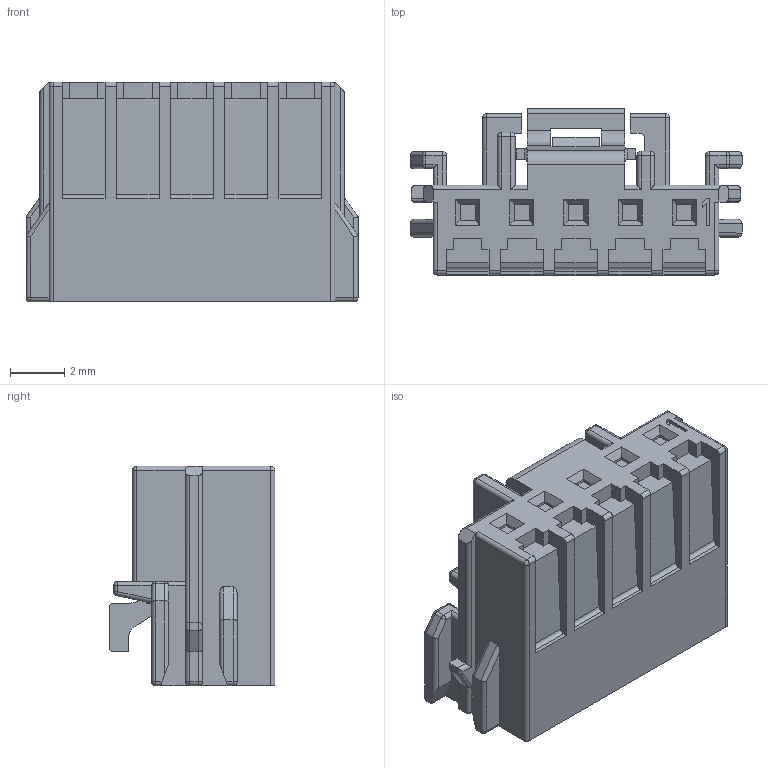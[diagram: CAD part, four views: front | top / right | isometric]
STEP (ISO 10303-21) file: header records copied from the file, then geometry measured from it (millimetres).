
FILE_DESCRIPTION((''),'2;1');
FILE_NAME('C-2-2350224-5','2020-07-28T00:55:59',('workeradm'),('TE Connectivity Ltd.'),'CREO PARAMETRIC BY PTC INC, 2019292','CREO PARAMETRIC BY PTC INC, 2019292','');
FILE_SCHEMA(('AUTOMOTIVE_DESIGN { 1 0 10303 214 1 1 1 1 }'));
Length unit declared in the file: millimetre
Products named in the file (1): C-2-2350224-5
Bounding box: 12.25 x 6.12 x 8.1 mm (x, y, z)
Volume: 294.4 mm3; surface area: 527 mm2
Topology: 1 solids, 1 shells, 436 faces, 1130 edges, 702 vertices
Faces by surface type: plane 254, cylinder 154, sphere 28
Entity records: 13632 total; most frequent: CARTESIAN_POINT 2867, ORIENTED_EDGE 2258, DIRECTION 2089, EDGE_CURVE 1129, VECTOR 829, LINE 829, VERTEX_POINT 700, AXIS2_PLACEMENT_3D 630
